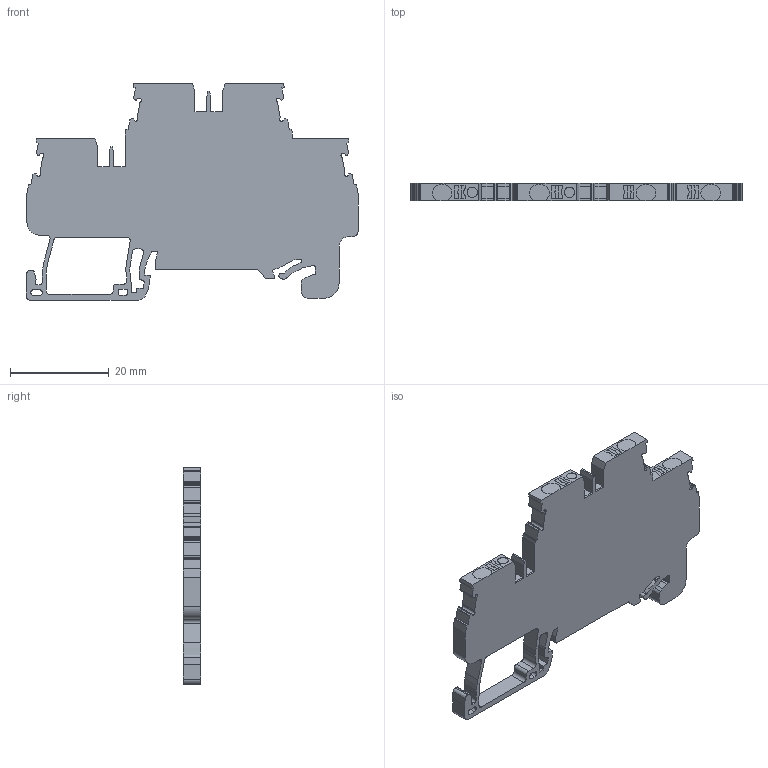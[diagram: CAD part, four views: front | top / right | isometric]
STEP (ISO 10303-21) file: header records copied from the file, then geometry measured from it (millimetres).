
FILE_DESCRIPTION(/* description */ ('Unknown'),/* implementation_level */ '2;1');
FILE_NAME(/* name */ 'CPDL1.5',/* time_stamp */ '2018-07-30T14:27:00+06:00',/* author */ ('Unknown'),/* organization */ ('Unknown'),/* preprocessor_version */ 'ST-DEVELOPER v16.7',/* originating_system */ 'DEX',/* authorisation */ $);
FILE_SCHEMA (('TECHNICAL_DATA_PACKAGING','AUTOMOTIVE_DESIGN {1 0 10303 214 3 1 1}'));
Length unit declared in the file: millimetre
Products named in the file (1): CPDL1.5
Bounding box: 67.4 x 3.5 x 44 mm (x, y, z)
Volume: 6823.5 mm3; surface area: 5326.6 mm2
Topology: 1 solids, 1 shells, 354 faces, 1059 edges, 713 vertices
Faces by surface type: plane 219, cylinder 135
Full cylindrical faces by diameter (mm): 2.1 x2
Entity records: 14461 total; most frequent: CARTESIAN_POINT 2123, ORIENTED_EDGE 2112, DIRECTION 2036, EDGE_CURVE 1056, LINE 786, VECTOR 786, VERTEX_POINT 712, AXIS2_PLACEMENT_3D 625
